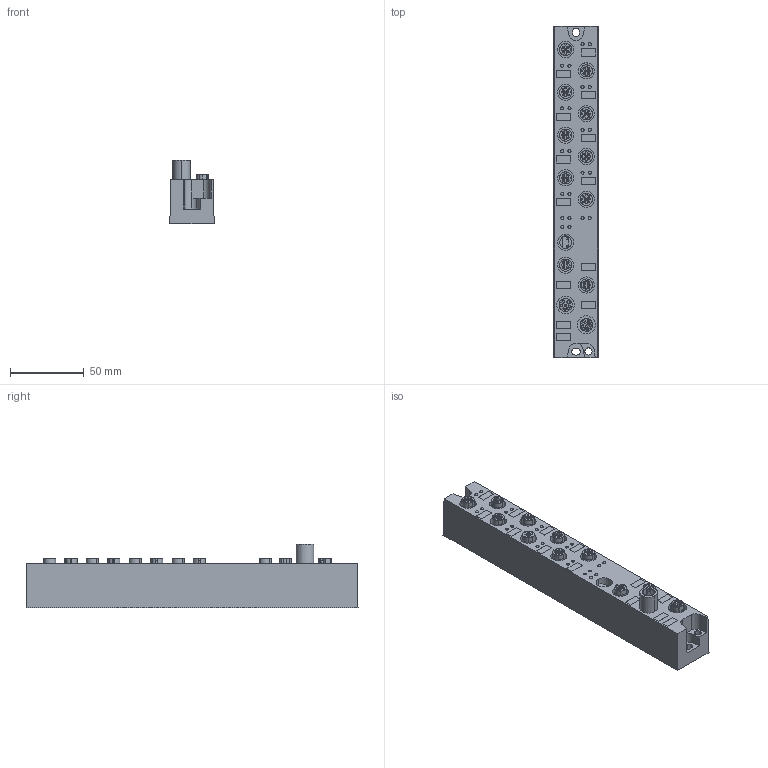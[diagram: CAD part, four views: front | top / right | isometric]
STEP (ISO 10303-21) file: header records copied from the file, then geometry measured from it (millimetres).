
FILE_DESCRIPTION(('CATIA V5 STEP Exchange','CAx-IF Rec.Pracs.--- Model Styling and Organization---1.5--- 2016-08-15','CAx-IF Rec.Pracs.---Supplemental Geometry---1.0---2011-11-01','CAx-IF Rec.Pracs.--- Composite Materials ---1.1---2010-07-15'),'2;1');
FILE_NAME ('D1461973_1', '2024-11-18T12:01:58+00:00', ('none'), ('Weidmueller'), 'CATIA Version 5-6 Release 2022 SP4 HF5', 'CATIA V5 STEP AP214 v3', 'none');
FILE_SCHEMA(('AUTOMOTIVE_DESIGN { 1 0 10303 214 1 1 1 1 }'));
Length unit declared in the file: millimetre
Products named in the file (1): S3D_UR67_PN_HP_8IOL_12_30M
Bounding box: 29.99 x 225 x 43.1 mm (x, y, z)
Volume: 192255.5 mm3; surface area: 37070.2 mm2
Topology: 1 solids, 1 shells, 881 faces, 2272 edges, 1515 vertices
Faces by surface type: cylinder 483, plane 398
Entity records: 25433 total; most frequent: CARTESIAN_POINT 4918, ORIENTED_EDGE 4544, DIRECTION 3034, EDGE_CURVE 2272, VERTEX_POINT 1515, AXIS2_PLACEMENT_3D 1368, VECTOR 1239, LINE 1239
